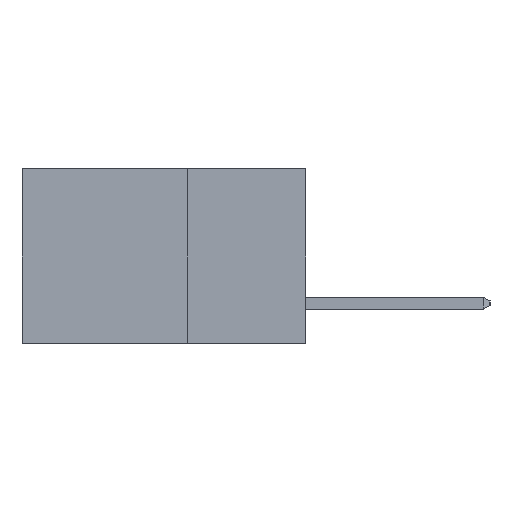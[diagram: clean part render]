
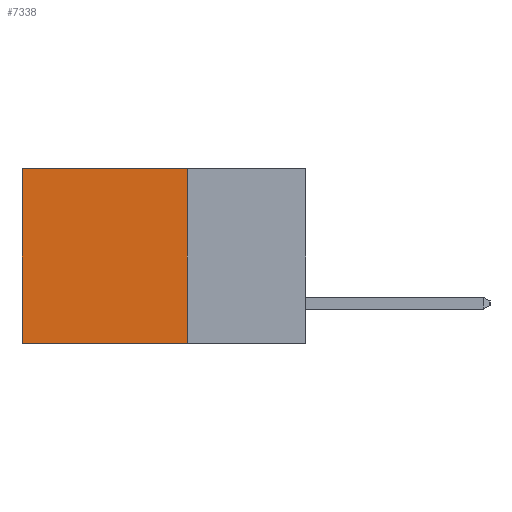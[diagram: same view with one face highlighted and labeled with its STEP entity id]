
A CAD part, left-side view. The second image highlights one B-rep face of the part: STEP entity #7338.
In plain terms, the highlighted planar face has unit normal (-1, 0, 0).
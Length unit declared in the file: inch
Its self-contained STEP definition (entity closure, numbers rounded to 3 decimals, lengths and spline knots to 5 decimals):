
#317 = VECTOR ( 'NONE', #15502, 39.37008 ) ;
#437 = LINE ( 'NONE', #9644, #6694 ) ;
#475 = LINE ( 'NONE', #16604, #13942 ) ;
#534 = CARTESIAN_POINT ( 'NONE',  ( 0.2615, 0.25, 0. ) ) ;
#768 = LINE ( 'NONE', #5296, #317 ) ;
#1628 = ORIENTED_EDGE ( 'NONE', *, *, #9454, .T. ) ;
#2673 = LINE ( 'NONE', #14864, #12222 ) ;
#2711 = EDGE_CURVE ( 'NONE', #3518, #13638, #475, .T. ) ;
#2867 = CARTESIAN_POINT ( 'NONE',  ( 0.2615, 0.25, -0.37 ) ) ;
#3053 = CARTESIAN_POINT ( 'NONE',  ( 0.2615, 0.6, -0.37 ) ) ;
#3518 = VERTEX_POINT ( 'NONE', #9874 ) ;
#4197 = DIRECTION ( 'NONE',  ( 0., 0., -1. ) ) ;
#4326 = EDGE_LOOP ( 'NONE', ( #15240, #15822, #14170, #1628 ) ) ;
#5296 = CARTESIAN_POINT ( 'NONE',  ( 0.2615, 0.25, -0.37 ) ) ;
#5794 = FACE_OUTER_BOUND ( 'NONE', #4326, .T. ) ;
#5896 = DIRECTION ( 'NONE',  ( 0., 0., -1. ) ) ;
#6166 = VERTEX_POINT ( 'NONE', #534 ) ;
#6694 = VECTOR ( 'NONE', #5896, 39.37008 ) ;
#7225 = EDGE_CURVE ( 'NONE', #15959, #13638, #768, .T. ) ;
#7338 = ADVANCED_FACE ( 'NONE', ( #5794 ), #10674, .F. ) ;
#8511 = AXIS2_PLACEMENT_3D ( 'NONE', #2867, #11963, #4197 ) ;
#8545 = DIRECTION ( 'NONE',  ( 0., 1., 0. ) ) ;
#9454 = EDGE_CURVE ( 'NONE', #6166, #3518, #2673, .T. ) ;
#9644 = CARTESIAN_POINT ( 'NONE',  ( 0.2615, 0.25, -0.37 ) ) ;
#9874 = CARTESIAN_POINT ( 'NONE',  ( 0.2615, 0.6, 0. ) ) ;
#10674 = PLANE ( 'NONE',  #8511 ) ;
#11917 = CARTESIAN_POINT ( 'NONE',  ( 0.2615, 0.25, -0.37 ) ) ;
#11963 = DIRECTION ( 'NONE',  ( 1., 0., 0. ) ) ;
#12222 = VECTOR ( 'NONE', #8545, 39.37008 ) ;
#13638 = VERTEX_POINT ( 'NONE', #3053 ) ;
#13942 = VECTOR ( 'NONE', #16355, 39.37008 ) ;
#14074 = EDGE_CURVE ( 'NONE', #6166, #15959, #437, .T. ) ;
#14170 = ORIENTED_EDGE ( 'NONE', *, *, #14074, .F. ) ;
#14864 = CARTESIAN_POINT ( 'NONE',  ( 0.2615, 0.25, 0. ) ) ;
#15240 = ORIENTED_EDGE ( 'NONE', *, *, #2711, .T. ) ;
#15502 = DIRECTION ( 'NONE',  ( 0., 1., 0. ) ) ;
#15822 = ORIENTED_EDGE ( 'NONE', *, *, #7225, .F. ) ;
#15959 = VERTEX_POINT ( 'NONE', #11917 ) ;
#16355 = DIRECTION ( 'NONE',  ( 0., 0., -1. ) ) ;
#16604 = CARTESIAN_POINT ( 'NONE',  ( 0.2615, 0.6, -0.37 ) ) ;
